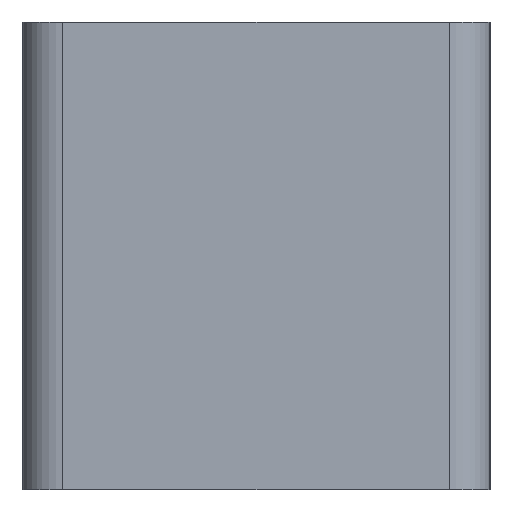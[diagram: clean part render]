
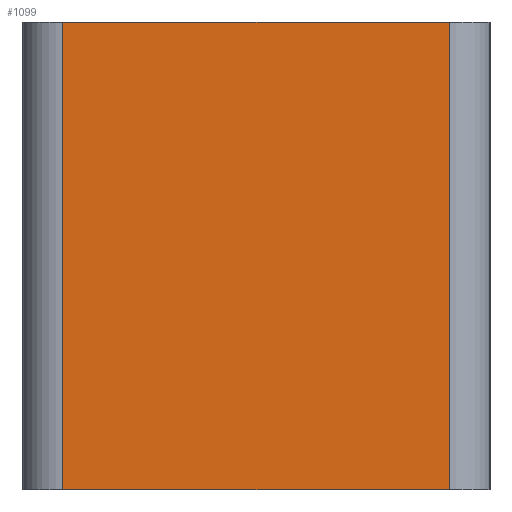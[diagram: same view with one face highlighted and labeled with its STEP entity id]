
A CAD part, left-side view. The second image highlights one B-rep face of the part: STEP entity #1099.
In plain terms, the highlighted planar face has unit normal (-1, 0, 0).
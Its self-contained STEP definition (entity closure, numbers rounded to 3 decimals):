
#353=CARTESIAN_POINT('',(-80.0,16.5,40.0));
#354=VERTEX_POINT('',#353);
#362=CARTESIAN_POINT('',(-80.0,-16.5,40.0));
#363=VERTEX_POINT('',#362);
#364=CARTESIAN_POINT('',(-80.0,-16.5,40.0));
#365=DIRECTION('',(0.0,1.0,0.0));
#366=VECTOR('',#365,33.0);
#367=LINE('',#364,#366);
#368=EDGE_CURVE('',#363,#354,#367,.T.);
#1057=CARTESIAN_POINT('',(-80.0,-16.5,0.0));
#1058=VERTEX_POINT('',#1057);
#1059=CARTESIAN_POINT('',(-80.0,-16.5,0.0));
#1060=DIRECTION('',(0.0,0.0,1.0));
#1061=VECTOR('',#1060,40.0);
#1062=LINE('',#1059,#1061);
#1063=EDGE_CURVE('',#1058,#363,#1062,.T.);
#1076=CARTESIAN_POINT('',(-80.0,-16.5,0.0));
#1077=DIRECTION('',(-1.0,0.0,0.0));
#1078=DIRECTION('',(0.0,0.0,1.0));
#1079=AXIS2_PLACEMENT_3D('',#1076,#1077,#1078);
#1080=PLANE('',#1079);
#1081=ORIENTED_EDGE('',*,*,#368,.T.);
#1082=CARTESIAN_POINT('',(-80.0,16.5,0.0));
#1083=VERTEX_POINT('',#1082);
#1084=CARTESIAN_POINT('',(-80.0,16.5,0.0));
#1085=DIRECTION('',(0.0,0.0,1.0));
#1086=VECTOR('',#1085,40.0);
#1087=LINE('',#1084,#1086);
#1088=EDGE_CURVE('',#1083,#354,#1087,.T.);
#1089=ORIENTED_EDGE('',*,*,#1088,.F.);
#1090=CARTESIAN_POINT('',(-80.0,-16.5,0.0));
#1091=DIRECTION('',(0.0,1.0,0.0));
#1092=VECTOR('',#1091,33.0);
#1093=LINE('',#1090,#1092);
#1094=EDGE_CURVE('',#1058,#1083,#1093,.T.);
#1095=ORIENTED_EDGE('',*,*,#1094,.F.);
#1096=ORIENTED_EDGE('',*,*,#1063,.T.);
#1097=EDGE_LOOP('',(#1081,#1089,#1095,#1096));
#1098=FACE_OUTER_BOUND('',#1097,.T.);
#1099=ADVANCED_FACE('',(#1098),#1080,.T.);
